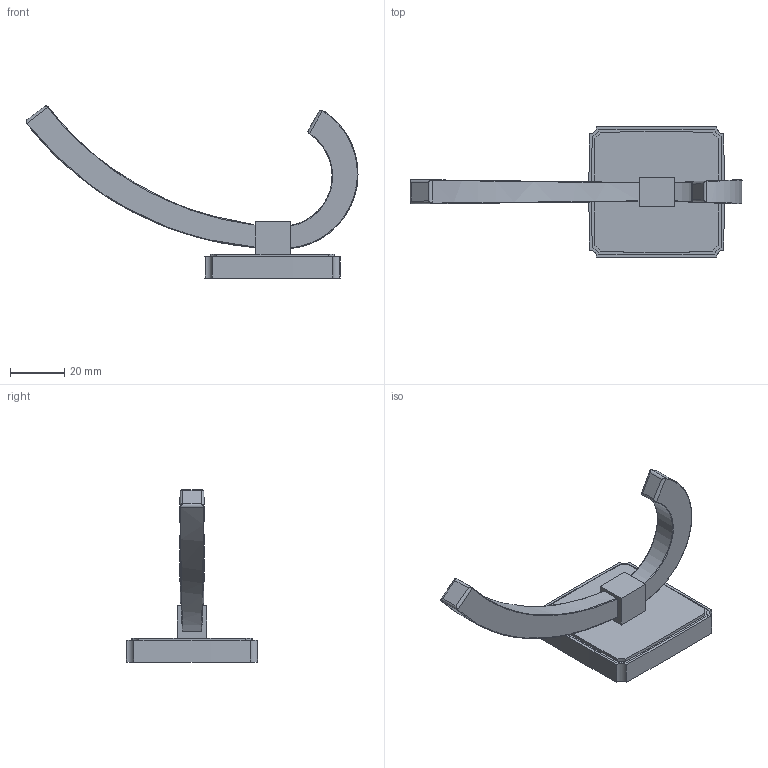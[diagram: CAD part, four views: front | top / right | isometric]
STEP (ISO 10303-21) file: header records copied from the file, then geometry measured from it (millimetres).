
FILE_DESCRIPTION(/* description */ (''),/* implementation_level */ '2;1');
FILE_NAME(/* name */ 'WZ-CAPITAL.stp',/* time_stamp */ '2021-12-03T15:31:56+01:00',/* author */ ('tomaszw'),/* organization */ (''),/* preprocessor_version */ 'ST-DEVELOPER v18.1',/* originating_system */ 'Autodesk Inventor 2021',/* authorisation */ '');
FILE_SCHEMA (('AUTOMOTIVE_DESIGN { 1 0 10303 214 3 1 1 }'));
Length unit declared in the file: millimetre
Products named in the file (1): WZ-CAPITAL
Bounding box: 122.64 x 48.46 x 63.6 mm (x, y, z)
Volume: 24011.3 mm3; surface area: 17466.4 mm2
Topology: 6 solids, 6 shells, 144 faces, 369 edges, 233 vertices
Faces by surface type: cylinder 62, plane 58, bspline 24
Full cylindrical faces by diameter (mm): 4.9 x1, 5 x1
Entity records: 5188 total; most frequent: CARTESIAN_POINT 1650, DIRECTION 742, ORIENTED_EDGE 722, EDGE_CURVE 361, AXIS2_PLACEMENT_3D 279, VERTEX_POINT 233, LINE 184, VECTOR 184
